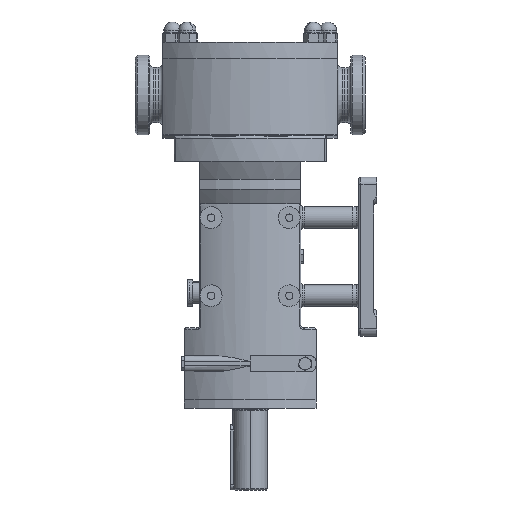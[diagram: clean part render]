
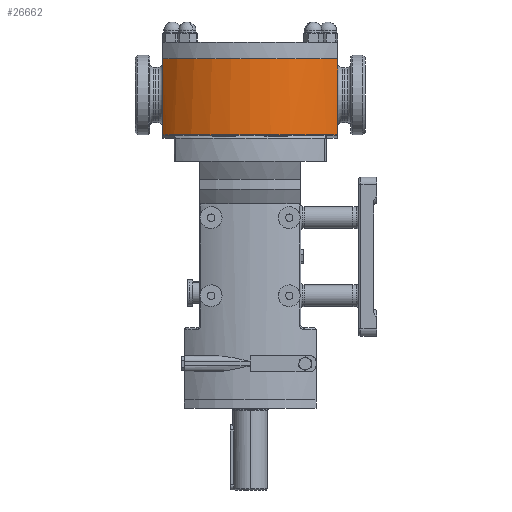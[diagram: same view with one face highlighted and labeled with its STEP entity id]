
A CAD part, left-side view. The second image highlights one B-rep face of the part: STEP entity #26662.
In plain terms, the highlighted cylindrical face has radius 168 mm (diameter 336 mm), a partial arc.
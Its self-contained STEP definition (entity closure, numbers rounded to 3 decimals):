
#356 = DIRECTION ( 'NONE',  ( 0., 0., -1. ) ) ;
#2085 = EDGE_CURVE ( 'NONE', #17759, #21593, #24327, .T. ) ;
#2173 = ORIENTED_EDGE ( 'NONE', *, *, #10857, .T. ) ;
#2193 = DIRECTION ( 'NONE',  ( 0., 0., -1. ) ) ;
#2327 = VERTEX_POINT ( 'NONE', #26018 ) ;
#2737 = EDGE_LOOP ( 'NONE', ( #2173, #13454, #13874, #30074, #14550, #4778 ) ) ;
#4778 = ORIENTED_EDGE ( 'NONE', *, *, #16424, .T. ) ;
#7304 = DIRECTION ( 'NONE',  ( 0., -1., 0. ) ) ;
#8249 = CARTESIAN_POINT ( 'NONE',  ( -116.546, 121., 471.62 ) ) ;
#8752 = LINE ( 'NONE', #8249, #28495 ) ;
#10857 = EDGE_CURVE ( 'NONE', #24498, #19699, #23628, .T. ) ;
#10893 = AXIS2_PLACEMENT_3D ( 'NONE', #32294, #32975, #17026 ) ;
#10963 = DIRECTION ( 'NONE',  ( 0., 0., -1. ) ) ;
#11216 = CIRCLE ( 'NONE', #21608, 168. ) ;
#11452 = CARTESIAN_POINT ( 'NONE',  ( -116.546, -121., 366.62 ) ) ;
#11530 = CARTESIAN_POINT ( 'NONE',  ( -131.145, 105., 366.62 ) ) ;
#12522 = CYLINDRICAL_SURFACE ( 'NONE', #31342, 168. ) ;
#13454 = ORIENTED_EDGE ( 'NONE', *, *, #27361, .F. ) ;
#13752 = DIRECTION ( 'NONE',  ( 0., 1., 0. ) ) ;
#13874 = ORIENTED_EDGE ( 'NONE', *, *, #31148, .T. ) ;
#14550 = ORIENTED_EDGE ( 'NONE', *, *, #14568, .F. ) ;
#14568 = EDGE_CURVE ( 'NONE', #2327, #17759, #18022, .T. ) ;
#15077 = DIRECTION ( 'NONE',  ( 0., 1., 0. ) ) ;
#16424 = EDGE_CURVE ( 'NONE', #2327, #24498, #8752, .T. ) ;
#17026 = DIRECTION ( 'NONE',  ( 0., -1., 0. ) ) ;
#17759 = VERTEX_POINT ( 'NONE', #22611 ) ;
#18022 = CIRCLE ( 'NONE', #10893, 168. ) ;
#18401 = VECTOR ( 'NONE', #10963, 1000. ) ;
#19215 = DIRECTION ( 'NONE',  ( 0., 0., -1. ) ) ;
#19219 = CARTESIAN_POINT ( 'NONE',  ( 0., 0., 366.62 ) ) ;
#19699 = VERTEX_POINT ( 'NONE', #11530 ) ;
#20512 = DIRECTION ( 'NONE',  ( 0., 0., 1. ) ) ;
#20886 = AXIS2_PLACEMENT_3D ( 'NONE', #32885, #30474, #33049 ) ;
#21593 = VERTEX_POINT ( 'NONE', #11452 ) ;
#21608 = AXIS2_PLACEMENT_3D ( 'NONE', #27736, #20512, #7304 ) ;
#22098 = CIRCLE ( 'NONE', #32489, 168. ) ;
#22611 = CARTESIAN_POINT ( 'NONE',  ( -116.546, -121., 471.62 ) ) ;
#23482 = CARTESIAN_POINT ( 'NONE',  ( 0., 0., 471.62 ) ) ;
#23628 = CIRCLE ( 'NONE', #20886, 168. ) ;
#24327 = LINE ( 'NONE', #29816, #18401 ) ;
#24498 = VERTEX_POINT ( 'NONE', #31915 ) ;
#26018 = CARTESIAN_POINT ( 'NONE',  ( -116.546, 121., 471.62 ) ) ;
#26662 = ADVANCED_FACE ( 'NONE', ( #30699 ), #12522, .T. ) ;
#27361 = EDGE_CURVE ( 'NONE', #30547, #19699, #22098, .T. ) ;
#27736 = CARTESIAN_POINT ( 'NONE',  ( 0., 0., 366.62 ) ) ;
#28495 = VECTOR ( 'NONE', #19215, 1000. ) ;
#29160 = CARTESIAN_POINT ( 'NONE',  ( -131.145, -105., 366.62 ) ) ;
#29816 = CARTESIAN_POINT ( 'NONE',  ( -116.546, -121., 471.62 ) ) ;
#30074 = ORIENTED_EDGE ( 'NONE', *, *, #2085, .F. ) ;
#30474 = DIRECTION ( 'NONE',  ( 0., 0., 1. ) ) ;
#30547 = VERTEX_POINT ( 'NONE', #29160 ) ;
#30699 = FACE_OUTER_BOUND ( 'NONE', #2737, .T. ) ;
#31148 = EDGE_CURVE ( 'NONE', #30547, #21593, #11216, .T. ) ;
#31342 = AXIS2_PLACEMENT_3D ( 'NONE', #23482, #2193, #15077 ) ;
#31915 = CARTESIAN_POINT ( 'NONE',  ( -116.546, 121., 366.62 ) ) ;
#32294 = CARTESIAN_POINT ( 'NONE',  ( 0., 0., 471.62 ) ) ;
#32489 = AXIS2_PLACEMENT_3D ( 'NONE', #19219, #356, #13752 ) ;
#32885 = CARTESIAN_POINT ( 'NONE',  ( 0., 0., 366.62 ) ) ;
#32975 = DIRECTION ( 'NONE',  ( 0., 0., 1. ) ) ;
#33049 = DIRECTION ( 'NONE',  ( 0., -1., 0. ) ) ;
